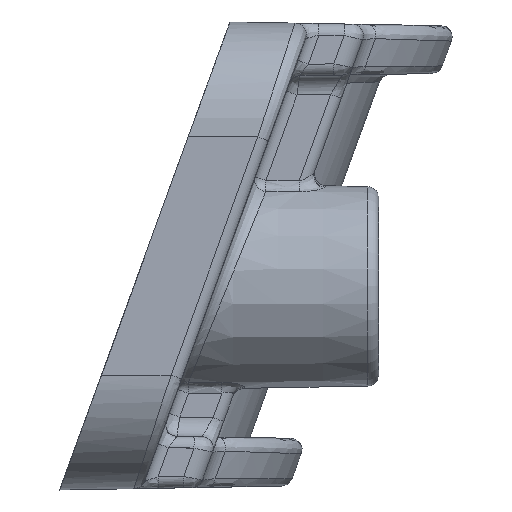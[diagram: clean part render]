
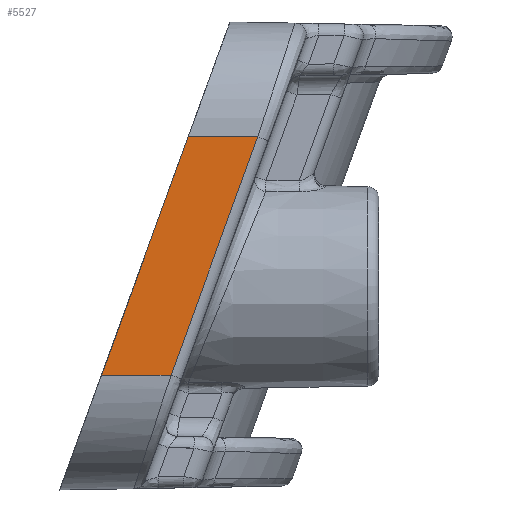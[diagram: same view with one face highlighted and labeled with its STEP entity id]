
A CAD part, left-side view. The second image highlights one B-rep face of the part: STEP entity #5527.
In plain terms, the highlighted planar face has unit normal (-1, -0.018, -0.006).
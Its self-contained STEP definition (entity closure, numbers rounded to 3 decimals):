
#481 = ORIENTED_EDGE ( 'NONE', *, *, #6536, .T. ) ;
#574 = VECTOR ( 'NONE', #6780, 1000. ) ;
#700 = CARTESIAN_POINT ( 'NONE',  ( -13.98, 131.771, -51.481 ) ) ;
#1101 = DIRECTION ( 'NONE',  ( -1., -0.017, -0.006 ) ) ;
#1358 = ORIENTED_EDGE ( 'NONE', *, *, #6433, .T. ) ;
#1359 = LINE ( 'NONE', #5543, #6792 ) ;
#1380 = VECTOR ( 'NONE', #8850, 1000. ) ;
#1538 = AXIS2_PLACEMENT_3D ( 'NONE', #4238, #1101, #8225 ) ;
#2315 = VERTEX_POINT ( 'NONE', #700 ) ;
#2695 = PLANE ( 'NONE',  #1538 ) ;
#2931 = VERTEX_POINT ( 'NONE', #5358 ) ;
#3523 = CARTESIAN_POINT ( 'NONE',  ( -13.948, 132.218, -57.696 ) ) ;
#4238 = CARTESIAN_POINT ( 'NONE',  ( -13.98, 130.679, -48.481 ) ) ;
#4287 = CARTESIAN_POINT ( 'NONE',  ( -13.98, 134.034, -57.697 ) ) ;
#4764 = LINE ( 'NONE', #4287, #574 ) ;
#4976 = FACE_OUTER_BOUND ( 'NONE', #6704, .T. ) ;
#5093 = LINE ( 'NONE', #8103, #1380 ) ;
#5358 = CARTESIAN_POINT ( 'NONE',  ( -13.98, 134.034, -57.697 ) ) ;
#5527 = ADVANCED_FACE ( 'NONE', ( #4976 ), #2695, .T. ) ;
#5543 = CARTESIAN_POINT ( 'NONE',  ( -13.948, 129.076, -49.064 ) ) ;
#5638 = CARTESIAN_POINT ( 'NONE',  ( -13.948, 129.956, -51.48 ) ) ;
#5752 = VERTEX_POINT ( 'NONE', #3523 ) ;
#5821 = EDGE_CURVE ( 'NONE', #2315, #2931, #5093, .T. ) ;
#6433 = EDGE_CURVE ( 'NONE', #6782, #2315, #7368, .T. ) ;
#6515 = VECTOR ( 'NONE', #6566, 1000. ) ;
#6536 = EDGE_CURVE ( 'NONE', #2931, #5752, #4764, .T. ) ;
#6566 = DIRECTION ( 'NONE',  ( -0.017, 1., 0. ) ) ;
#6704 = EDGE_LOOP ( 'NONE', ( #481, #8729, #1358, #7194 ) ) ;
#6780 = DIRECTION ( 'NONE',  ( 0.017, -1., 0. ) ) ;
#6782 = VERTEX_POINT ( 'NONE', #5638 ) ;
#6792 = VECTOR ( 'NONE', #8571, 1000. ) ;
#7194 = ORIENTED_EDGE ( 'NONE', *, *, #5821, .T. ) ;
#7368 = LINE ( 'NONE', #7384, #6515 ) ;
#7384 = CARTESIAN_POINT ( 'NONE',  ( -13.98, 131.771, -51.481 ) ) ;
#8103 = CARTESIAN_POINT ( 'NONE',  ( -13.98, 130.679, -48.481 ) ) ;
#8225 = DIRECTION ( 'NONE',  ( 0.017, -1., 0. ) ) ;
#8571 = DIRECTION ( 'NONE',  ( 0., -0.342, 0.94 ) ) ;
#8729 = ORIENTED_EDGE ( 'NONE', *, *, #10080, .T. ) ;
#8850 = DIRECTION ( 'NONE',  ( 0., 0.342, -0.94 ) ) ;
#10080 = EDGE_CURVE ( 'NONE', #5752, #6782, #1359, .T. ) ;
